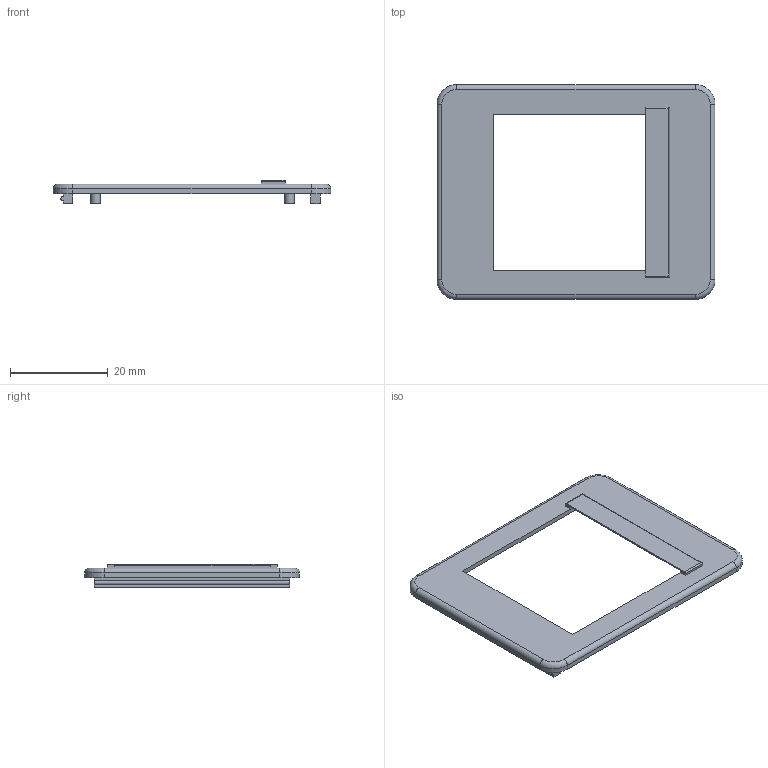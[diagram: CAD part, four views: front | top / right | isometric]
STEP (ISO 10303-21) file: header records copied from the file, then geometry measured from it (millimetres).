
FILE_DESCRIPTION(/* description */ (''),/* implementation_level */ '2;1');
FILE_NAME(/* name */ 'Piko_Cover.step',/* time_stamp */ '2025-05-26T14:48:14+02:00',/* author */ (''),/* organization */ (''),/* preprocessor_version */ 'ST-DEVELOPER v20.1',/* originating_system */ 'Autodesk Translation Framework v14.10.0.0',/* authorisation */ '');
FILE_SCHEMA (('AUTOMOTIVE_DESIGN { 1 0 10303 214 3 1 1 }'));
Length unit declared in the file: millimetre
Products named in the file (1): cover_v3
Bounding box: 57 x 44 x 4.75 mm (x, y, z)
Volume: 2478.7 mm3; surface area: 4106.7 mm2
Topology: 1 solids, 1 shells, 65 faces, 156 edges, 100 vertices
Faces by surface type: plane 41, cylinder 20, torus 4
Full cylindrical faces by diameter (mm): 1.95 x4
Entity records: 1913 total; most frequent: DIRECTION 330, CARTESIAN_POINT 322, ORIENTED_EDGE 312, EDGE_CURVE 156, LINE 114, VECTOR 114, AXIS2_PLACEMENT_3D 108, VERTEX_POINT 100
